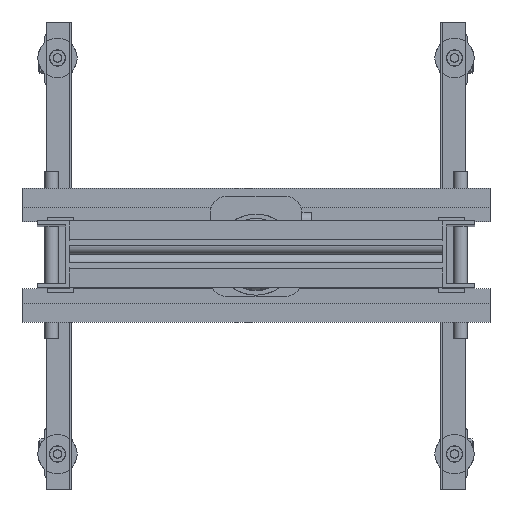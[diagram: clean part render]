
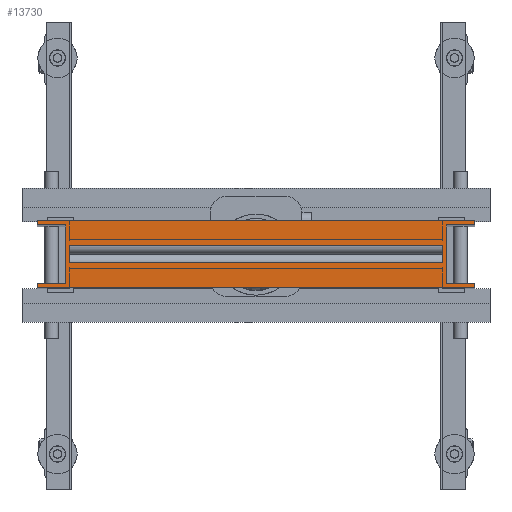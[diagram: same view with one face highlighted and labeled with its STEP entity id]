
A CAD part, top view. The second image highlights one B-rep face of the part: STEP entity #13730.
In plain terms, the highlighted planar face has unit normal (0, 0, 1).
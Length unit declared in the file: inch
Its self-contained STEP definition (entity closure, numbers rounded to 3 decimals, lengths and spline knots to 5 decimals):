
#651=FACE_BOUND('',#2533,.T.);
#1019=PLANE('',#15103);
#1613=FACE_OUTER_BOUND('',#2532,.T.);
#2532=EDGE_LOOP('',(#11308,#11309,#11310,#11311,#11312,#11313,#11314,#11315,
#11316,#11317,#11318,#11319));
#2533=EDGE_LOOP('',(#11320,#11321,#11322,#11323));
#3487=LINE('',#21425,#4588);
#3489=LINE('',#21445,#4590);
#3527=LINE('',#21590,#4628);
#3558=LINE('',#21652,#4659);
#3559=LINE('',#21656,#4660);
#3563=LINE('',#21663,#4664);
#3633=LINE('',#21860,#4734);
#3638=LINE('',#21872,#4739);
#3643=LINE('',#21897,#4744);
#3644=LINE('',#21904,#4745);
#3645=LINE('',#21906,#4746);
#3646=LINE('',#21907,#4747);
#3647=LINE('',#21909,#4748);
#3648=LINE('',#21910,#4749);
#3649=LINE('',#21912,#4750);
#3650=LINE('',#21913,#4751);
#4588=VECTOR('',#17739,0.3937);
#4590=VECTOR('',#17759,0.3937);
#4628=VECTOR('',#17907,0.3937);
#4659=VECTOR('',#17964,0.3937);
#4660=VECTOR('',#17967,0.3937);
#4664=VECTOR('',#17973,0.3937);
#4734=VECTOR('',#18181,0.3937);
#4739=VECTOR('',#18190,0.3937);
#4744=VECTOR('',#18213,0.3937);
#4745=VECTOR('',#18220,0.3937);
#4746=VECTOR('',#18221,0.3937);
#4747=VECTOR('',#18222,0.3937);
#4748=VECTOR('',#18223,0.3937);
#4749=VECTOR('',#18224,0.3937);
#4750=VECTOR('',#18225,0.3937);
#4751=VECTOR('',#18226,0.3937);
#6290=VERTEX_POINT('',#21422);
#6291=VERTEX_POINT('',#21424);
#6300=VERTEX_POINT('',#21444);
#6350=VERTEX_POINT('',#21586);
#6352=VERTEX_POINT('',#21589);
#6370=VERTEX_POINT('',#21650);
#6371=VERTEX_POINT('',#21654);
#6372=VERTEX_POINT('',#21655);
#6432=VERTEX_POINT('',#21858);
#6436=VERTEX_POINT('',#21869);
#6437=VERTEX_POINT('',#21871);
#6448=VERTEX_POINT('',#21895);
#6451=VERTEX_POINT('',#21903);
#6452=VERTEX_POINT('',#21905);
#6453=VERTEX_POINT('',#21908);
#6454=VERTEX_POINT('',#21911);
#7930=EDGE_CURVE('',#6291,#6290,#3487,.T.);
#7940=EDGE_CURVE('',#6291,#6300,#3489,.T.);
#8011=EDGE_CURVE('',#6350,#6352,#3527,.T.);
#8043=EDGE_CURVE('',#6370,#6290,#3558,.T.);
#8044=EDGE_CURVE('',#6371,#6372,#3559,.T.);
#8048=EDGE_CURVE('',#6300,#6371,#3563,.T.);
#8148=EDGE_CURVE('',#6432,#6350,#3633,.T.);
#8153=EDGE_CURVE('',#6436,#6437,#3638,.T.);
#8166=EDGE_CURVE('',#6436,#6448,#3643,.T.);
#8169=EDGE_CURVE('',#6372,#6451,#3644,.T.);
#8170=EDGE_CURVE('',#6370,#6452,#3645,.T.);
#8171=EDGE_CURVE('',#6452,#6437,#3646,.T.);
#8172=EDGE_CURVE('',#6448,#6453,#3647,.T.);
#8173=EDGE_CURVE('',#6453,#6451,#3648,.T.);
#8174=EDGE_CURVE('',#6432,#6454,#3649,.T.);
#8175=EDGE_CURVE('',#6454,#6352,#3650,.T.);
#11308=ORIENTED_EDGE('',*,*,#8169,.F.);
#11309=ORIENTED_EDGE('',*,*,#8044,.F.);
#11310=ORIENTED_EDGE('',*,*,#8048,.F.);
#11311=ORIENTED_EDGE('',*,*,#7940,.F.);
#11312=ORIENTED_EDGE('',*,*,#7930,.T.);
#11313=ORIENTED_EDGE('',*,*,#8043,.F.);
#11314=ORIENTED_EDGE('',*,*,#8170,.T.);
#11315=ORIENTED_EDGE('',*,*,#8171,.T.);
#11316=ORIENTED_EDGE('',*,*,#8153,.F.);
#11317=ORIENTED_EDGE('',*,*,#8166,.T.);
#11318=ORIENTED_EDGE('',*,*,#8172,.T.);
#11319=ORIENTED_EDGE('',*,*,#8173,.T.);
#11320=ORIENTED_EDGE('',*,*,#8148,.F.);
#11321=ORIENTED_EDGE('',*,*,#8174,.T.);
#11322=ORIENTED_EDGE('',*,*,#8175,.T.);
#11323=ORIENTED_EDGE('',*,*,#8011,.F.);
#13730=ADVANCED_FACE('',(#1613,#651),#1019,.T.);
#15103=AXIS2_PLACEMENT_3D('',#21902,#18218,#18219);
#17739=DIRECTION('',(-1.,0.,0.));
#17759=DIRECTION('',(0.,1.,0.));
#17907=DIRECTION('',(0.,-1.,0.));
#17964=DIRECTION('',(0.,1.,0.));
#17967=DIRECTION('',(0.,1.,0.));
#17973=DIRECTION('',(-1.,0.,0.));
#18181=DIRECTION('',(-1.,0.,0.));
#18190=DIRECTION('',(1.,0.,0.));
#18213=DIRECTION('',(0.,1.,0.));
#18218=DIRECTION('center_axis',(0.,0.,1.));
#18219=DIRECTION('ref_axis',(1.,0.,0.));
#18220=DIRECTION('',(1.,0.,0.));
#18221=DIRECTION('',(1.,0.,0.));
#18222=DIRECTION('',(0.,1.,0.));
#18223=DIRECTION('',(1.,0.,0.));
#18224=DIRECTION('',(0.,1.,0.));
#18225=DIRECTION('',(0.,-1.,0.));
#18226=DIRECTION('',(-1.,0.,0.));
#21422=CARTESIAN_POINT('',(-13.088,-1.75,61.125));
#21424=CARTESIAN_POINT('',(-11.388,-1.75,61.125));
#21425=CARTESIAN_POINT('',(-11.388,-1.75,61.125));
#21444=CARTESIAN_POINT('',(-11.388,1.75,61.125));
#21445=CARTESIAN_POINT('',(-11.388,-1.8,61.125));
#21586=CARTESIAN_POINT('',(-11.188,0.5,61.125));
#21589=CARTESIAN_POINT('',(-11.188,-0.5,61.125));
#21590=CARTESIAN_POINT('',(-11.188,2.,61.125));
#21650=CARTESIAN_POINT('',(-13.088,-2.,61.125));
#21652=CARTESIAN_POINT('',(-13.088,-2.,61.125));
#21654=CARTESIAN_POINT('',(-13.088,1.75,61.125));
#21655=CARTESIAN_POINT('',(-13.088,2.,61.125));
#21656=CARTESIAN_POINT('',(-13.088,-2.,61.125));
#21663=CARTESIAN_POINT('',(-11.388,1.75,61.125));
#21858=CARTESIAN_POINT('',(11.188,0.5,61.125));
#21860=CARTESIAN_POINT('',(-6.069,0.5,61.125));
#21869=CARTESIAN_POINT('',(11.388,-1.75,61.125));
#21871=CARTESIAN_POINT('',(13.088,-1.75,61.125));
#21872=CARTESIAN_POINT('',(11.388,-1.75,61.125));
#21895=CARTESIAN_POINT('',(11.388,1.75,61.125));
#21897=CARTESIAN_POINT('',(11.388,-1.8,61.125));
#21902=CARTESIAN_POINT('Origin',(12.138,0.,61.125));
#21903=CARTESIAN_POINT('',(13.088,2.,61.125));
#21904=CARTESIAN_POINT('',(-13.088,2.,61.125));
#21905=CARTESIAN_POINT('',(13.088,-2.,61.125));
#21906=CARTESIAN_POINT('',(0.,-2.,61.125));
#21907=CARTESIAN_POINT('',(13.088,-2.,61.125));
#21908=CARTESIAN_POINT('',(13.088,1.75,61.125));
#21909=CARTESIAN_POINT('',(11.388,1.75,61.125));
#21910=CARTESIAN_POINT('',(13.088,-2.,61.125));
#21911=CARTESIAN_POINT('',(11.188,-0.5,61.125));
#21912=CARTESIAN_POINT('',(11.188,2.,61.125));
#21913=CARTESIAN_POINT('',(-6.069,-0.5,61.125));
